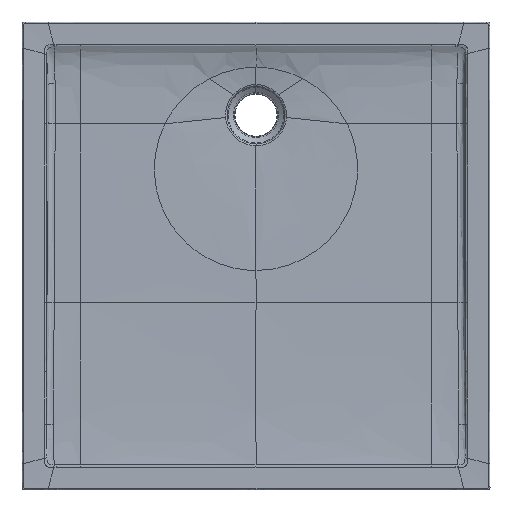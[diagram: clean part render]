
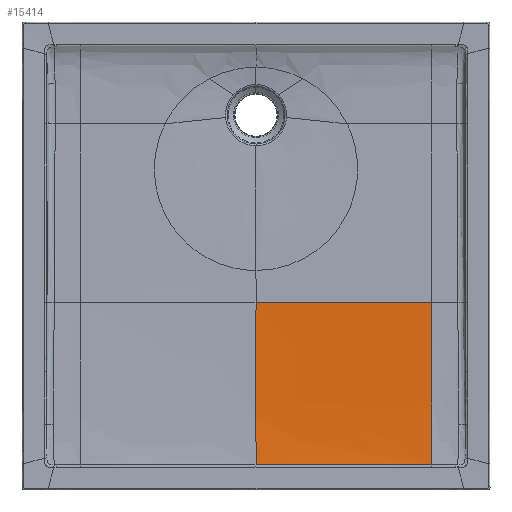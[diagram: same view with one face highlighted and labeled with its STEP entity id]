
A CAD part, top view. The second image highlights one B-rep face of the part: STEP entity #15414.
In plain terms, the highlighted free-form (B-spline) face has degree [3, 3] with [11, 7] control points.
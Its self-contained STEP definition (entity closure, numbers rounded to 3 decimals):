
#4420=CARTESIAN_POINT('',(0.,-496.377,
-1.654));
#4426=DIRECTION('',(-1.,0.,0.));
#4427=VECTOR('',#4426,375.);
#4428=CARTESIAN_POINT('',(375.,-496.367,
-1.624));
#4429=LINE('',#4428,#4427);
#4430=CARTESIAN_POINT('',(0.,-149.774,
-15.324));
#4431=CARTESIAN_POINT('',(0.,-187.758,
-14.751));
#4432=CARTESIAN_POINT('',(0.,-262.969,
-13.504));
#4433=CARTESIAN_POINT('',(0.,-367.069,
-10.783));
#4434=CARTESIAN_POINT('',(0.,-450.326,
-7.237));
#4435=CARTESIAN_POINT('',(0.,-485.906,
-3.855));
#4436=CARTESIAN_POINT('',(0.,-496.377,
-1.654));
#5220=CARTESIAN_POINT('',(375.,-496.367,
-1.624));
#5247=CARTESIAN_POINT('',(375.,-496.367,
-1.624));
#5248=CARTESIAN_POINT('',(375.,-485.894,
-3.637));
#5249=CARTESIAN_POINT('',(375.,-450.321,
-6.705));
#5250=CARTESIAN_POINT('',(375.,-367.05,
-9.776));
#5251=CARTESIAN_POINT('',(375.,-262.952,
-12.166));
#5252=CARTESIAN_POINT('',(375.,-187.759,
-13.391));
#5253=CARTESIAN_POINT('',(375.,-149.774,
-13.963));
#5392=CARTESIAN_POINT('',(375.,-149.774,
-13.963));
#5393=CARTESIAN_POINT('',(340.738,-149.774,
-14.142));
#5394=CARTESIAN_POINT('',(283.579,-149.774,
-14.441));
#5395=CARTESIAN_POINT('',(230.199,-149.774,
-14.709));
#5396=CARTESIAN_POINT('',(195.893,-149.774,
-14.869));
#5397=CARTESIAN_POINT('',(165.343,-149.774,
-15.001));
#5398=CARTESIAN_POINT('',(133.001,-149.774,
-15.122));
#5399=CARTESIAN_POINT('',(97.87,-149.774,
-15.22));
#5400=CARTESIAN_POINT('',(53.731,-149.774,
-15.302));
#5401=CARTESIAN_POINT('',(21.492,-149.774,
-15.324));
#5402=CARTESIAN_POINT('',(0.,-149.774,
-15.324));
#7139=VERTEX_POINT('',#4420);
#7144=VERTEX_POINT('',#5220);
#7145=VERTEX_POINT('',#4430);
#7230=VERTEX_POINT('',#5253);
#15327=CARTESIAN_POINT('',(378.72,-498.933,
-1.092));
#15328=CARTESIAN_POINT('',(378.72,-488.787,
-3.383));
#15329=CARTESIAN_POINT('',(378.72,-452.567,
-6.613));
#15330=CARTESIAN_POINT('',(378.72,-367.05,
-9.762));
#15331=CARTESIAN_POINT('',(378.72,-261.907,
-12.171));
#15332=CARTESIAN_POINT('',(378.72,-185.492,
-13.408));
#15333=CARTESIAN_POINT('',(378.72,-146.339,
-13.995));
#15334=CARTESIAN_POINT('',(342.798,-498.934,
-1.091));
#15335=CARTESIAN_POINT('',(342.798,-488.789,
-3.41));
#15336=CARTESIAN_POINT('',(342.798,-452.566,
-6.689));
#15337=CARTESIAN_POINT('',(342.798,-367.049,
-9.901));
#15338=CARTESIAN_POINT('',(342.798,-261.906,
-12.357));
#15339=CARTESIAN_POINT('',(342.799,-185.492,
-13.596));
#15340=CARTESIAN_POINT('',(342.799,-146.339,
-14.183));
#15341=CARTESIAN_POINT('',(284.33,-498.923,
-1.084));
#15342=CARTESIAN_POINT('',(284.33,-488.778,
-3.45));
#15343=CARTESIAN_POINT('',(284.33,-452.566,
-6.808));
#15344=CARTESIAN_POINT('',(284.331,-367.049,
-10.128));
#15345=CARTESIAN_POINT('',(284.331,-261.906,
-12.659));
#15346=CARTESIAN_POINT('',(284.332,-185.492,
-13.903));
#15347=CARTESIAN_POINT('',(284.332,-146.339,
-14.489));
#15348=CARTESIAN_POINT('',(220.804,-498.93,
-1.082));
#15349=CARTESIAN_POINT('',(220.804,-488.785,
-3.497));
#15350=CARTESIAN_POINT('',(220.804,-452.562,
-6.934));
#15351=CARTESIAN_POINT('',(220.805,-367.052,
-10.361));
#15352=CARTESIAN_POINT('',(220.806,-261.908,
-12.974));
#15353=CARTESIAN_POINT('',(220.806,-185.492,
-14.222));
#15354=CARTESIAN_POINT('',(220.806,-146.339,
-14.808));
#15355=CARTESIAN_POINT('',(172.619,-498.93,
-1.079));
#15356=CARTESIAN_POINT('',(172.62,-488.785,
-3.527));
#15357=CARTESIAN_POINT('',(172.62,-452.562,
-7.019));
#15358=CARTESIAN_POINT('',(172.621,-367.055,
-10.521));
#15359=CARTESIAN_POINT('',(172.622,-261.912,
-13.188));
#15360=CARTESIAN_POINT('',(172.622,-185.491,
-14.439));
#15361=CARTESIAN_POINT('',(172.622,-146.339,
-15.026));
#15362=CARTESIAN_POINT('',(132.999,-498.931,
-1.076));
#15363=CARTESIAN_POINT('',(132.999,-488.786,
-3.547));
#15364=CARTESIAN_POINT('',(132.999,-452.562,
-7.071));
#15365=CARTESIAN_POINT('',(133.,-367.06,
-10.632));
#15366=CARTESIAN_POINT('',(133.001,-261.916,
-13.333));
#15367=CARTESIAN_POINT('',(133.001,-185.491,
-14.587));
#15368=CARTESIAN_POINT('',(133.001,-146.34,
-15.174));
#15369=CARTESIAN_POINT('',(97.868,-498.931,
-1.073));
#15370=CARTESIAN_POINT('',(97.868,-488.786,
-3.559));
#15371=CARTESIAN_POINT('',(97.868,-452.563,
-7.105));
#15372=CARTESIAN_POINT('',(97.869,-367.064,
-10.706));
#15373=CARTESIAN_POINT('',(97.87,-261.919,
-13.429));
#15374=CARTESIAN_POINT('',(97.87,-185.49,
-14.685));
#15375=CARTESIAN_POINT('',(97.87,-146.34,
-15.272));
#15376=CARTESIAN_POINT('',(53.73,-498.931,
-1.071));
#15377=CARTESIAN_POINT('',(53.73,-488.786,
-3.57));
#15378=CARTESIAN_POINT('',(53.73,-452.563,
-7.134));
#15379=CARTESIAN_POINT('',(53.73,-367.068,
-10.768));
#15380=CARTESIAN_POINT('',(53.731,-261.923,
-13.51));
#15381=CARTESIAN_POINT('',(53.731,-185.49,
-14.767));
#15382=CARTESIAN_POINT('',(53.731,-146.34,
-15.354));
#15383=CARTESIAN_POINT('',(20.237,-498.932,
-1.068));
#15384=CARTESIAN_POINT('',(20.237,-488.787,
-3.571));
#15385=CARTESIAN_POINT('',(20.237,-452.564,
-7.14));
#15386=CARTESIAN_POINT('',(20.237,-367.069,
-10.785));
#15387=CARTESIAN_POINT('',(20.237,-261.924,
-13.532));
#15388=CARTESIAN_POINT('',(20.237,-185.49,
-14.789));
#15389=CARTESIAN_POINT('',(20.237,-146.34,
-15.376));
#15390=CARTESIAN_POINT('',(-2.51,-498.932,
-1.074));
#15391=CARTESIAN_POINT('',(-2.51,-488.787,
-3.576));
#15392=CARTESIAN_POINT('',(-2.51,-452.564,
-7.142));
#15393=CARTESIAN_POINT('',(-2.51,-367.069,
-10.783));
#15394=CARTESIAN_POINT('',(-2.51,-261.924,
-13.532));
#15395=CARTESIAN_POINT('',(-2.51,-185.49,
-14.788));
#15396=CARTESIAN_POINT('',(-2.51,-146.34,
-15.375));
#15397=CARTESIAN_POINT('',(-3.765,-498.932,
-1.074));
#15398=CARTESIAN_POINT('',(-3.765,-488.787,
-3.577));
#15399=CARTESIAN_POINT('',(-3.765,-452.564,
-7.142));
#15400=CARTESIAN_POINT('',(-3.765,-367.069,
-10.783));
#15401=CARTESIAN_POINT('',(-3.765,-261.924,
-13.531));
#15402=CARTESIAN_POINT('',(-3.765,-185.49,
-14.788));
#15403=CARTESIAN_POINT('',(-3.765,-146.34,
-15.375));
#15404=B_SPLINE_SURFACE_WITH_KNOTS('',3,3,((#15327,#15328,#15329,#15330,#15331,
#15332,#15333),(#15334,#15335,#15336,#15337,#15338,#15339,#15340),(#15341,
#15342,#15343,#15344,#15345,#15346,#15347),(#15348,#15349,#15350,#15351,#15352,
#15353,#15354),(#15355,#15356,#15357,#15358,#15359,#15360,#15361),(#15362,
#15363,#15364,#15365,#15366,#15367,#15368),(#15369,#15370,#15371,#15372,#15373,
#15374,#15375),(#15376,#15377,#15378,#15379,#15380,#15381,#15382),(#15383,
#15384,#15385,#15386,#15387,#15388,#15389),(#15390,#15391,#15392,#15393,#15394,
#15395,#15396),(#15397,#15398,#15399,#15400,#15401,#15402,#15403)),
.UNSPECIFIED.,.F.,.F.,.F.,(4,1,1,1,1,1,1,1,4),(4,1,1,1,4),(-1.686,
46.875,93.75,140.625,187.5,
234.375,281.25,375.,380.474),(
52.721,139.794,227.935,316.075,
406.872),.UNSPECIFIED.);
#15406=ORIENTED_EDGE('',*,*,#15405,.F.);
#15408=ORIENTED_EDGE('',*,*,#15407,.F.);
#15410=ORIENTED_EDGE('',*,*,#15409,.F.);
#15411=ORIENTED_EDGE('',*,*,#15319,.T.);
#15412=EDGE_LOOP('',(#15406,#15408,#15410,#15411));
#15413=FACE_OUTER_BOUND('',#15412,.F.);
#15414=ADVANCED_FACE('',(#15413),#15404,.F.);
#4437=B_SPLINE_CURVE_WITH_KNOTS('',3,(#4430,#4431,#4432,#4433,#4434,#4435,
#4436),.UNSPECIFIED.,.F.,.F.,(4,1,1,1,4),(0.,0.256,
0.512,0.767,1.),.UNSPECIFIED.);
#5254=B_SPLINE_CURVE_WITH_KNOTS('',3,(#5247,#5248,#5249,#5250,#5251,#5252,
#5253),.UNSPECIFIED.,.F.,.F.,(4,1,1,1,4),(0.,0.233,
0.488,0.744,1.),.UNSPECIFIED.);
#5403=B_SPLINE_CURVE_WITH_KNOTS('',3,(#5392,#5393,#5394,#5395,#5396,#5397,#5398,
#5399,#5400,#5401,#5402),.UNSPECIFIED.,.F.,.F.,(4,1,1,1,1,1,1,1,4),(0.,
0.125,0.25,0.319,0.375,
0.5,0.625,0.75,1.),.UNSPECIFIED.);
#15319=EDGE_CURVE('',#7144,#7139,#4429,.T.);
#15405=EDGE_CURVE('',#7145,#7139,#4437,.T.);
#15407=EDGE_CURVE('',#7230,#7145,#5403,.T.);
#15409=EDGE_CURVE('',#7144,#7230,#5254,.T.);
